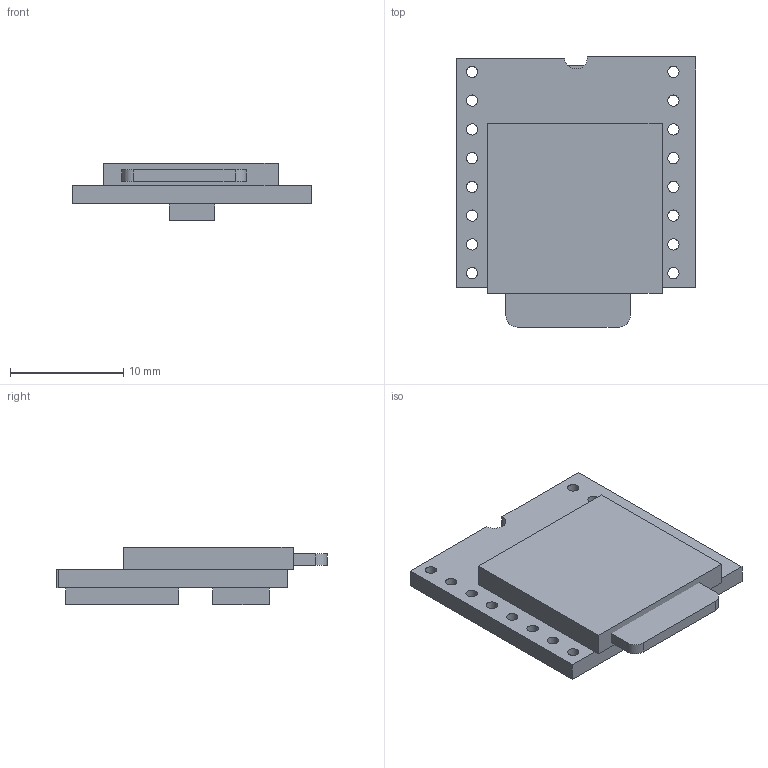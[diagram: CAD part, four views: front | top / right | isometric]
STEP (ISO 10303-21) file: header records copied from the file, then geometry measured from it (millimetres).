
FILE_DESCRIPTION(('FreeCAD Model'),'2;1');
FILE_NAME('Open CASCADE Shape Model','2025-02-10T14:44:02',(''),(''), 'Open CASCADE STEP processor 7.7','FreeCAD','Unknown');
FILE_SCHEMA(('AUTOMOTIVE_DESIGN { 1 0 10303 214 1 1 1 1 }'));
Length unit declared in the file: millimetre
Products named in the file (6): player; PCB; usdcard holder; usdcard; SOIC-16; SOIC-8
Assembly tree (5 placements, depth 2):
  player
    PCB
    usdcard holder
    usdcard
    SOIC-16
    SOIC-8
Bounding box: 21.2 x 23.86 x 5.1 mm (x, y, z)
Volume: 1376.1 mm3; surface area: 2185.1 mm2
Topology: 5 solids, 5 shells, 50 faces, 120 edges, 80 vertices
Faces by surface type: plane 31, cylinder 19
Full cylindrical faces by diameter (mm): 1 x16
Entity records: 1672 total; most frequent: DIRECTION 270, CARTESIAN_POINT 256, ORIENTED_EDGE 240, EDGE_CURVE 120, AXIS2_PLACEMENT_3D 94, FACE_BOUND 82, EDGE_LOOP 82, LINE 82
